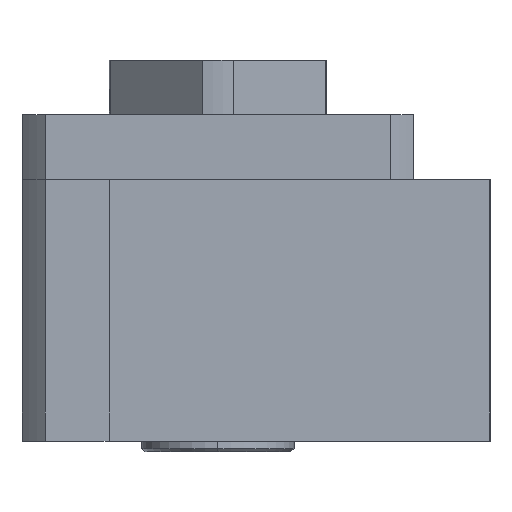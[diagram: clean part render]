
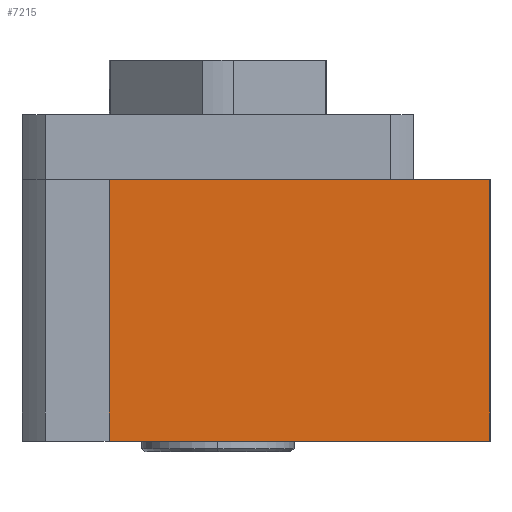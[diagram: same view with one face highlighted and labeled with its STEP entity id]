
A CAD part, left-side view. The second image highlights one B-rep face of the part: STEP entity #7215.
In plain terms, the highlighted planar face has unit normal (-1, 0, 0).
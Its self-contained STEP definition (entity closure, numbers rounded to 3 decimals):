
#260 = DIRECTION ( 'NONE',  ( -1., 0., 0. ) ) ;
#756 = ORIENTED_EDGE ( 'NONE', *, *, #3429, .F. ) ;
#1070 = CARTESIAN_POINT ( 'NONE',  ( -35., -25., -24. ) ) ;
#1185 = CARTESIAN_POINT ( 'NONE',  ( -35., -25., 0. ) ) ;
#1249 = EDGE_LOOP ( 'NONE', ( #756, #5287, #5409, #2938 ) ) ;
#2419 = DIRECTION ( 'NONE',  ( 0., 0., 1. ) ) ;
#2434 = CARTESIAN_POINT ( 'NONE',  ( -35., 10., 0. ) ) ;
#2661 = PLANE ( 'NONE',  #7393 ) ;
#2938 = ORIENTED_EDGE ( 'NONE', *, *, #3569, .T. ) ;
#3198 = CARTESIAN_POINT ( 'NONE',  ( -35., 10., -24. ) ) ;
#3219 = CARTESIAN_POINT ( 'NONE',  ( -35., -25., -24. ) ) ;
#3429 = EDGE_CURVE ( 'NONE', #5939, #3462, #5385, .T. ) ;
#3462 = VERTEX_POINT ( 'NONE', #1185 ) ;
#3569 = EDGE_CURVE ( 'NONE', #7404, #3462, #6417, .T. ) ;
#3577 = VECTOR ( 'NONE', #3783, 1000. ) ;
#3623 = EDGE_CURVE ( 'NONE', #5227, #7404, #7632, .T. ) ;
#3748 = CARTESIAN_POINT ( 'NONE',  ( -35., -25., -24. ) ) ;
#3783 = DIRECTION ( 'NONE',  ( 0., -1., 0. ) ) ;
#4074 = VECTOR ( 'NONE', #4545, 1000. ) ;
#4545 = DIRECTION ( 'NONE',  ( 0., 0., 1. ) ) ;
#4578 = CARTESIAN_POINT ( 'NONE',  ( -35., -25., 0. ) ) ;
#5227 = VERTEX_POINT ( 'NONE', #3198 ) ;
#5287 = ORIENTED_EDGE ( 'NONE', *, *, #5642, .F. ) ;
#5357 = CARTESIAN_POINT ( 'NONE',  ( -35., 10., -24. ) ) ;
#5385 = LINE ( 'NONE', #4578, #3577 ) ;
#5409 = ORIENTED_EDGE ( 'NONE', *, *, #3623, .T. ) ;
#5642 = EDGE_CURVE ( 'NONE', #5227, #5939, #6154, .T. ) ;
#5939 = VERTEX_POINT ( 'NONE', #2434 ) ;
#6044 = DIRECTION ( 'NONE',  ( 0., -1., 0. ) ) ;
#6154 = LINE ( 'NONE', #5357, #4074 ) ;
#6399 = VECTOR ( 'NONE', #2419, 1000. ) ;
#6417 = LINE ( 'NONE', #3219, #6399 ) ;
#6833 = CARTESIAN_POINT ( 'NONE',  ( -35., -25., -24. ) ) ;
#7215 = ADVANCED_FACE ( 'NONE', ( #7589 ), #2661, .T. ) ;
#7273 = DIRECTION ( 'NONE',  ( 0., 0., 1. ) ) ;
#7393 = AXIS2_PLACEMENT_3D ( 'NONE', #1070, #260, #7273 ) ;
#7404 = VERTEX_POINT ( 'NONE', #3748 ) ;
#7589 = FACE_OUTER_BOUND ( 'NONE', #1249, .T. ) ;
#7596 = VECTOR ( 'NONE', #6044, 1000. ) ;
#7632 = LINE ( 'NONE', #6833, #7596 ) ;
